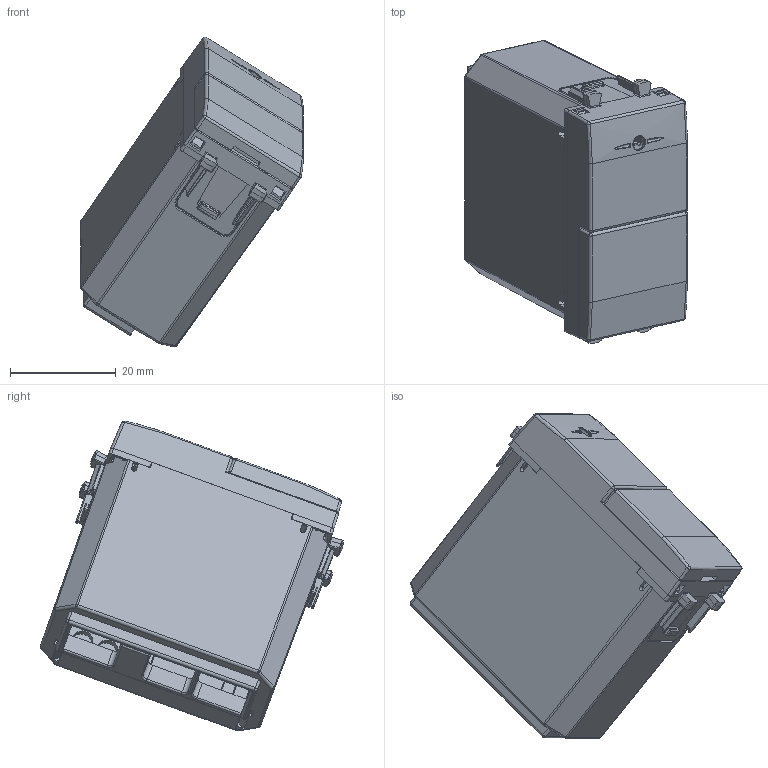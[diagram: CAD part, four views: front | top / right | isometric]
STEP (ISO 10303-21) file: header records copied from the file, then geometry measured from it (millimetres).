
FILE_DESCRIPTION(('CATIA V5 STEP Exchange'),'2;1');
FILE_NAME('441ABRTM-PV.stp','2024-03-01T15:40:24+00:00',('none'),('none'),'CATIA Version 5-6 Release 2016 SP6','CATIA V5 STEP AP203','none');
FILE_SCHEMA(('CONFIG_CONTROL_DESIGN'));
Products named in the file (1): 441ABRTM-PV
Assembly tree (5 placements, depth 2):
  441ABRTM-PV
    #57
    #5030
    #16748
    #47806
    #51505
Bounding box: 42.1 x 57.34 x 58.61 mm (x, y, z)
Volume: 11512.1 mm3; surface area: 18859.5 mm2
Topology: 4 solids, 4 shells, 1278 faces, 3639 edges, 2304 vertices
Faces by surface type: plane 688, cylinder 391, bspline 70, cone 57, sphere 54, torus 18
Entity records: 51528 total; most frequent: CARTESIAN_POINT 22199, ORIENTED_EDGE 7146, DIRECTION 4323, EDGE_CURVE 3573, VERTEX_POINT 2295, VECTOR 2059, LINE 2059, EDGE_LOOP 1302
